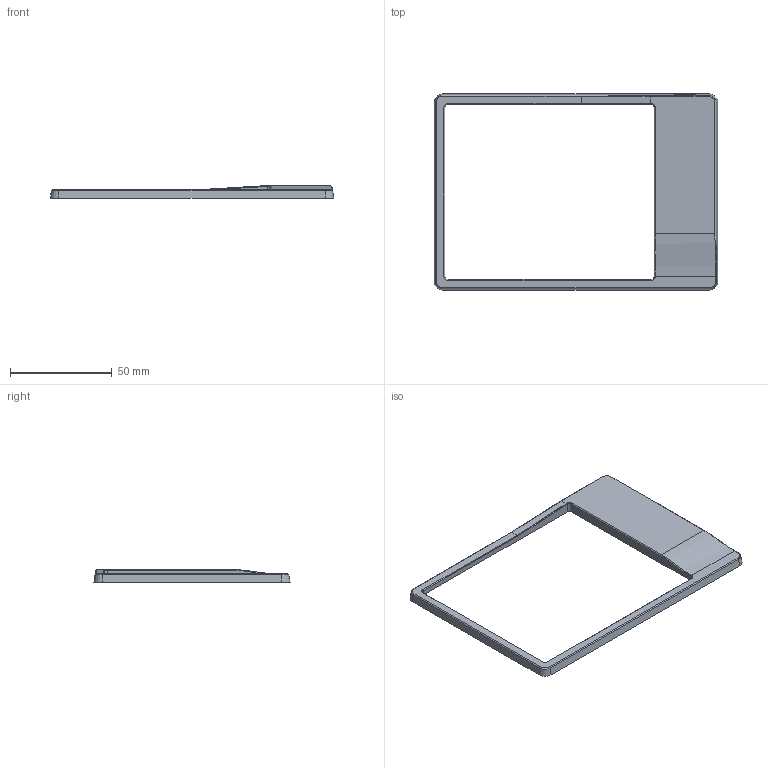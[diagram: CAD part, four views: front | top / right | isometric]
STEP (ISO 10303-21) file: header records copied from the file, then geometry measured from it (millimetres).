
FILE_DESCRIPTION(/* description */ (''),/* implementation_level */ '2;1');
FILE_NAME(/* name */ 'bayleaf-case_L v2.step',/* time_stamp */ '2024-11-07T01:32:00+01:00',/* author */ (''),/* organization */ (''),/* preprocessor_version */ 'ST-DEVELOPER v20',/* originating_system */ 'Autodesk Translation Framework v13.20.0.188',/* authorisation */ '');
FILE_SCHEMA (('AUTOMOTIVE_DESIGN { 1 0 10303 214 3 1 1 }'));
Length unit declared in the file: millimetre
Products named in the file (1): bayleaf-case_L
Bounding box: 139.38 x 96.38 x 6.2 mm (x, y, z)
Volume: 9132.7 mm3; surface area: 13521.4 mm2
Topology: 1 solids, 1 shells, 113 faces, 282 edges, 174 vertices
Faces by surface type: plane 46, cylinder 34, cone 26, bspline 7
Full cylindrical faces by diameter (mm): 1.623 x7
Entity records: 3645 total; most frequent: CARTESIAN_POINT 900, DIRECTION 571, ORIENTED_EDGE 558, EDGE_CURVE 279, AXIS2_PLACEMENT_3D 200, VERTEX_POINT 174, LINE 171, VECTOR 171
